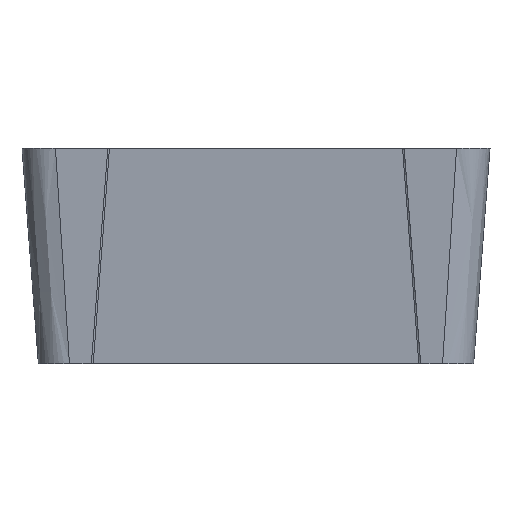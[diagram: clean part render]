
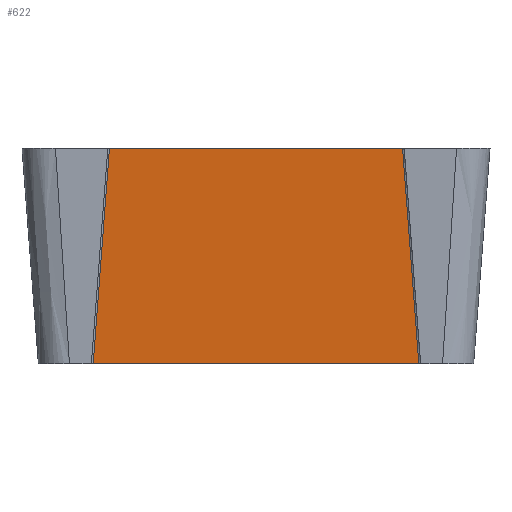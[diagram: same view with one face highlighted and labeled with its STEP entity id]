
A CAD part, front view. The second image highlights one B-rep face of the part: STEP entity #622.
In plain terms, the highlighted planar face has unit normal (0, -0.997, -0.071).
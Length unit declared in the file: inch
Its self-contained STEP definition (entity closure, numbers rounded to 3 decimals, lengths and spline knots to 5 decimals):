
#19=B_SPLINE_CURVE_WITH_KNOTS('',3,(#1007,#1008,#1009,#1010,#1011,#1012),
 .UNSPECIFIED.,.F.,.F.,(4,2,4),(-3.47776,-1.73888,0.),
 .UNSPECIFIED.);
#65=FACE_OUTER_BOUND('',#99,.T.);
#99=EDGE_LOOP('',(#452,#453,#454,#455));
#130=LINE('',#830,#182);
#152=LINE('',#1004,#204);
#153=LINE('',#1013,#205);
#182=VECTOR('',#708,0.3937);
#204=VECTOR('',#754,0.3937);
#205=VECTOR('',#757,1.55691);
#248=VERTEX_POINT('',#827);
#249=VERTEX_POINT('',#829);
#280=VERTEX_POINT('',#978);
#281=VERTEX_POINT('',#1006);
#312=EDGE_CURVE('',#248,#249,#130,.T.);
#348=EDGE_CURVE('',#248,#280,#152,.T.);
#349=EDGE_CURVE('',#280,#281,#19,.F.);
#350=EDGE_CURVE('',#249,#281,#153,.T.);
#452=ORIENTED_EDGE('',*,*,#312,.F.);
#453=ORIENTED_EDGE('',*,*,#348,.T.);
#454=ORIENTED_EDGE('',*,*,#349,.T.);
#455=ORIENTED_EDGE('',*,*,#350,.F.);
#599=PLANE('',#680);
#622=ADVANCED_FACE('',(#65),#599,.F.);
#680=AXIS2_PLACEMENT_3D('',#1005,#755,#756);
#708=DIRECTION('',(-1.,0.,0.));
#754=DIRECTION('',(-0.075,-0.071,0.995));
#755=DIRECTION('center_axis',(0.,0.997,0.071));
#756=DIRECTION('ref_axis',(0.,-0.071,0.997));
#757=DIRECTION('',(0.075,-0.071,0.995));
#827=CARTESIAN_POINT('',(3.50394,-2.8937,0.));
#829=CARTESIAN_POINT('',(-3.50394,-2.8937,0.));
#830=CARTESIAN_POINT('',(-3.50394,-2.8937,0.));
#978=CARTESIAN_POINT('',(3.15414,-3.22591,4.63773));
#1004=CARTESIAN_POINT('',(3.50394,-2.8937,0.));
#1005=CARTESIAN_POINT('Origin',(3.50394,-2.8937,0.));
#1006=CARTESIAN_POINT('',(-3.15414,-3.22591,4.63773));
#1007=CARTESIAN_POINT('Ctrl Pts',(-3.15414,-3.22591,4.63773));
#1008=CARTESIAN_POINT('Ctrl Pts',(-2.92594,-3.22594,4.63821));
#1009=CARTESIAN_POINT('Ctrl Pts',(-0.21028,-3.22591,4.63773));
#1010=CARTESIAN_POINT('Ctrl Pts',(0.21028,-3.22591,4.63773));
#1011=CARTESIAN_POINT('Ctrl Pts',(2.92594,-3.22594,4.63821));
#1012=CARTESIAN_POINT('Ctrl Pts',(3.15414,-3.22591,4.63773));
#1013=CARTESIAN_POINT('',(-3.50394,-2.8937,0.));
